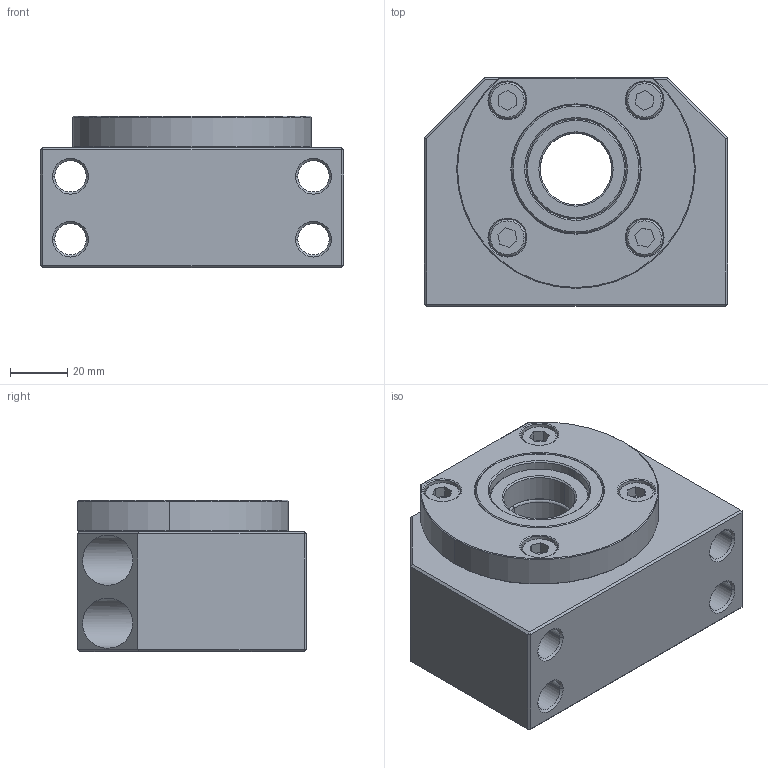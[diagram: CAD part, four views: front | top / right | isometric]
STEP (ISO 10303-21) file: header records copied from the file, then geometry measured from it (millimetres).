
FILE_DESCRIPTION (( 'STEP AP203' ), '1' );
FILE_NAME ('BK 25.STEP', '2014-10-23T09:34:22', ( 'star' ), ( '' ), 'SwSTEP 2.0', 'SolidWorks 2013', '' );
FILE_SCHEMA (( 'CONFIG_CONTROL_DESIGN' ));
Length unit declared in the file: millimetre
Products named in the file (7): BK 25 COLLAR; M8X12; BK 25 COVER; BK 25 OILSEAL; BK 25 BLOCK; #7205B(25X52X15); BK 25
Assembly tree (12 placements, depth 2):
  BK 25
    BK 25 COLLAR  x2
    M8X12  x4
    BK 25 COVER
    BK 25 OILSEAL  x2
    BK 25 BLOCK
    #7205B(25X52X15)  x2
Bounding box: 106 x 80 x 53 mm (x, y, z)
Volume: 301920.3 mm3; surface area: 97073.9 mm2
Topology: 12 solids, 12 shells, 491 faces, 1468 edges, 894 vertices
Faces by surface type: plane 157, bspline 121, cylinder 107, cone 90, torus 16
Entity records: 19032 total; most frequent: CARTESIAN_POINT 9544, ORIENTED_EDGE 1932, DIRECTION 1596, EDGE_CURVE 966, VERTEX_POINT 626, AXIS2_PLACEMENT_3D 593, EDGE_LOOP 412, VECTOR 410
